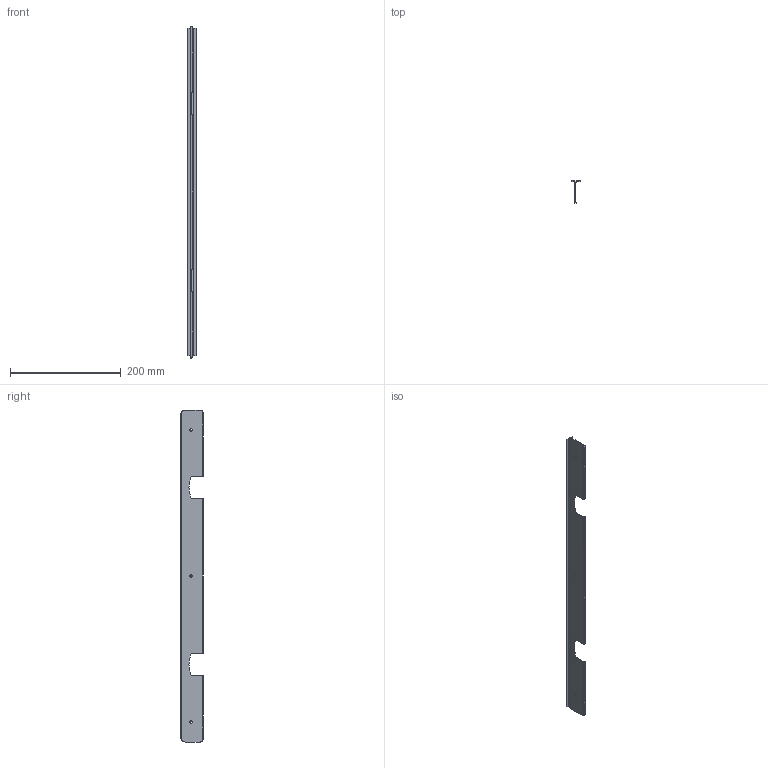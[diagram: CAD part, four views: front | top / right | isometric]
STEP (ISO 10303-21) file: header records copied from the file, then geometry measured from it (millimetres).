
FILE_DESCRIPTION (( 'STEP AP214' ), '1' );
FILE_NAME ('F001203_3D.step', '2022-08-15T13:47:36', ( '' ), ( '' ), 'SwSTEP 2.0', 'SolidWorks 2020', '' );
FILE_SCHEMA (( 'AUTOMOTIVE_DESIGN' ));
Length unit declared in the file: millimetre
Products named in the file (1): F001203_3D
Bounding box: 15 x 40 x 600 mm (x, y, z)
Volume: 31601.3 mm3; surface area: 62480.7 mm2
Topology: 1 solids, 1 shells, 57 faces, 159 edges, 104 vertices
Faces by surface type: cylinder 32, plane 19, cone 6
Entity records: 2011 total; most frequent: CARTESIAN_POINT 485, ORIENTED_EDGE 318, DIRECTION 311, EDGE_CURVE 159, AXIS2_PLACEMENT_3D 114, VERTEX_POINT 104, VECTOR 83, LINE 83
